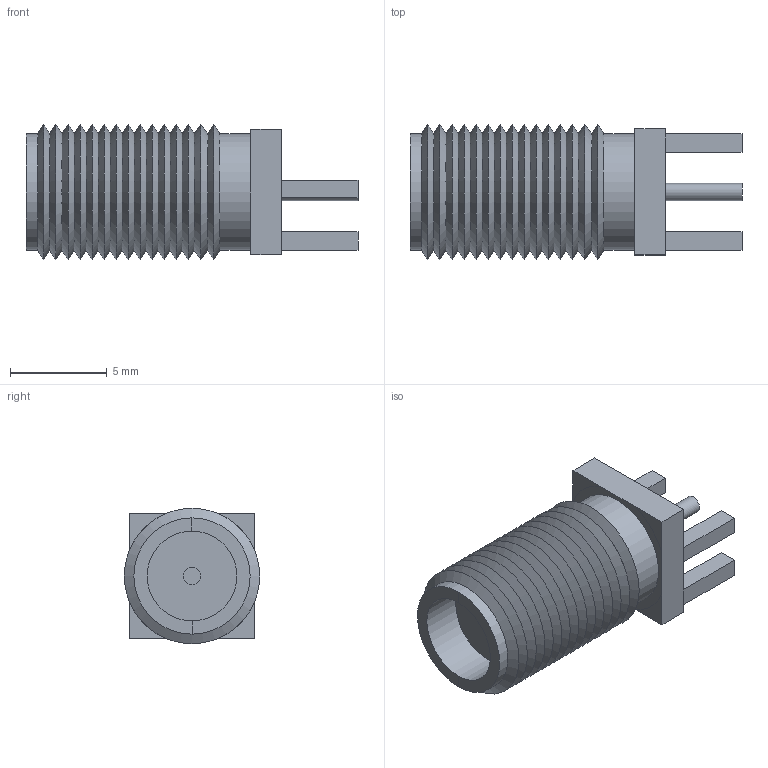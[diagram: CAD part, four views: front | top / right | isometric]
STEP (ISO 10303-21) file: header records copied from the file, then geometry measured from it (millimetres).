
FILE_DESCRIPTION(('FreeCAD Model'),'2;1');
FILE_NAME( 'SMA_female_endl_long.step', '2016-09-03T01:02:58',('FreeCAD'),('FreeCAD'), 'Open CASCADE STEP processor 6.7','FreeCAD','Unknown');
FILE_SCHEMA(('AUTOMOTIVE_DESIGN_CC2 { 1 2 10303 214 -1 1 5 4 }'));
Length unit declared in the file: millimetre
Products named in the file (1): Pocket001
Bounding box: 17.14 x 7 x 7 mm (x, y, z)
Volume: 419.8 mm3; surface area: 643.2 mm2
Topology: 1 solids, 1 shells, 70 faces, 165 edges, 104 vertices
Faces by surface type: plane 35, cone 30, cylinder 5
Full cylindrical faces by diameter (mm): 0.89 x2, 4.64 x1, 6 x2
Entity records: 4213 total; most frequent: CARTESIAN_POINT 754, DIRECTION 683, LINE 416, VECTOR 416, ORIENTED_EDGE 330, PCURVE 330, DEFINITIONAL_REPRESENTATION 330, EDGE_CURVE 165
